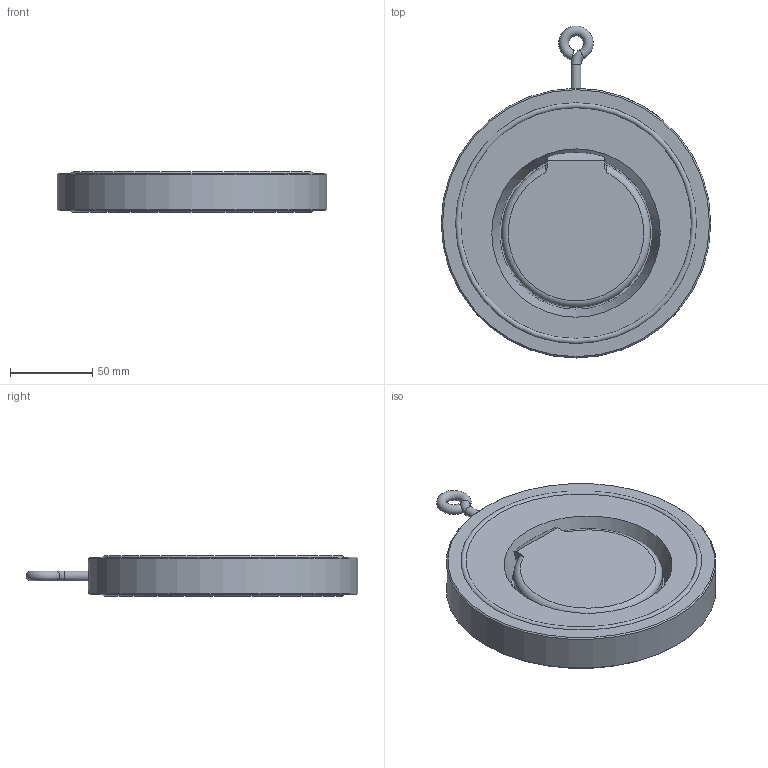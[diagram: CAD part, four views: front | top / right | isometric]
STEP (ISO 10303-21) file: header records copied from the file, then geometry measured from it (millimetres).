
FILE_DESCRIPTION (( 'STEP AP214' ), '1' );
FILE_NAME ('920-100.STEP', '2017-10-17T08:49:02', ( 'eh' ), ( 'Hewlett-Packard Company' ), 'SwSTEP 2.0', 'SolidWorks 2015', '' );
FILE_SCHEMA (( 'AUTOMOTIVE_DESIGN' ));
Length unit declared in the file: millimetre
Products named in the file (1): 920-100
Bounding box: 164 x 201.98 x 24.8 mm (x, y, z)
Volume: 415686.7 mm3; surface area: 67048.8 mm2
Topology: 1 solids, 2 shells, 129 faces, 325 edges, 215 vertices
Faces by surface type: bspline 61, plane 34, cylinder 18, torus 11, cone 5
Full cylindrical faces by diameter (mm): 5 x1, 6 x1, 70 x1, 164 x1
Entity records: 13604 total; most frequent: CARTESIAN_POINT 11037, ORIENTED_EDGE 606, EDGE_CURVE 303, DIRECTION 288, VERTEX_POINT 210, B_SPLINE_CURVE_WITH_KNOTS 205, EDGE_LOOP 165, FACE_OUTER_BOUND 141
